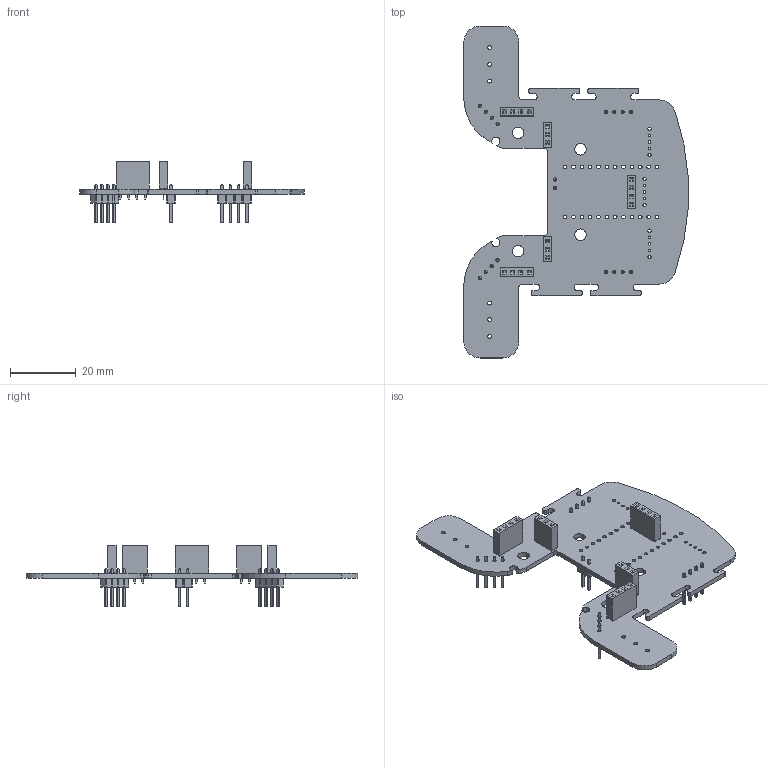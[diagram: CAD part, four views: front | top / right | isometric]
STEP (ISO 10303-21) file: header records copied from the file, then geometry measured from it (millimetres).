
FILE_DESCRIPTION(('KiCad electronic assembly'),'2;1');
FILE_NAME('Middle Plate.step','2026-02-05T08:50:51',('Pcbnew'),('Kicad') ,'Open CASCADE STEP processor 7.8','KiCad to STEP converter','Unknown' );
FILE_SCHEMA(('AUTOMOTIVE_DESIGN { 1 0 10303 214 1 1 1 1 }'));
Length unit declared in the file: millimetre
Products named in the file (6): Middle Plate 1; PinSocket_1x04_P2.54mm_Vertical; PinSocket_1x03_P2.54mm_Vertical; PinHeader_1x04_P2.54mm_Vertical; PinHeader_1x02_P2.54mm_Vertical; Trackball_PCB
Assembly tree (11 placements, depth 2):
  Middle Plate 1
    PinSocket_1x04_P2.54mm_Vertical  x3
    PinSocket_1x03_P2.54mm_Vertical  x2
    PinHeader_1x04_P2.54mm_Vertical  x4
    PinHeader_1x02_P2.54mm_Vertical
    Trackball_PCB
Bounding box: 68.27 x 101 x 18.72 mm (x, y, z)
Volume: 6944.9 mm3; surface area: 11211.3 mm2
Topology: 11 solids, 11 shells, 1142 faces, 2928 edges, 1880 vertices
Faces by surface type: plane 1015, cylinder 127
Full cylindrical faces by diameter (mm): 0.75 x3, 0.8 x6, 1 x42, 1.1 x24, 1.194 x6, 3.5 x4
Entity records: 19987 total; most frequent: CARTESIAN_POINT 2836, ORIENTED_EDGE 2788, DIRECTION 2724, EDGE_CURVE 1394, LINE 1140, VECTOR 1140, VERTEX_POINT 904, AXIS2_PLACEMENT_3D 792
